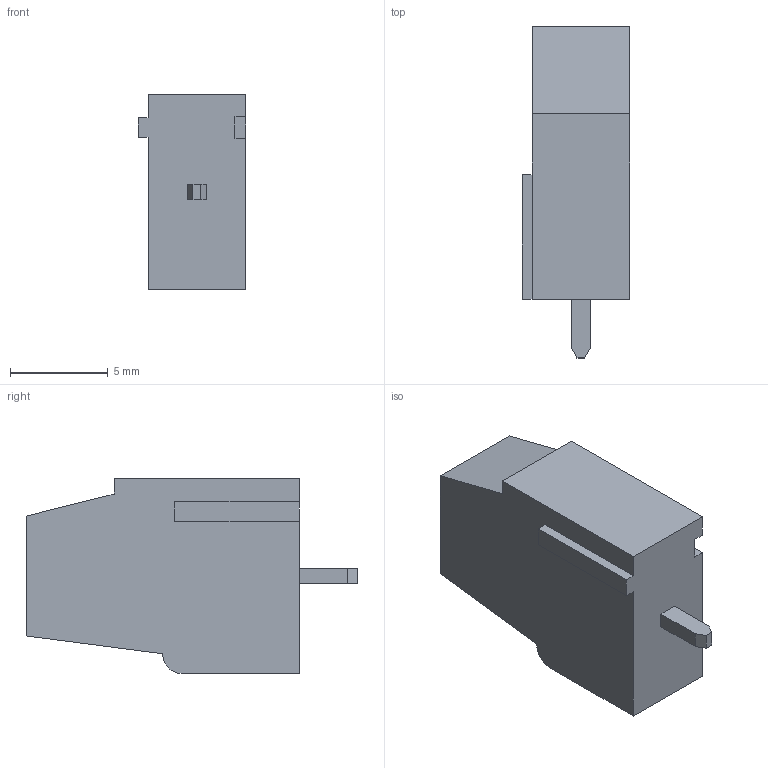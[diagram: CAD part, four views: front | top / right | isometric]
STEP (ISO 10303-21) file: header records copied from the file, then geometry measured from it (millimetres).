
FILE_DESCRIPTION (( 'STEP AP214' ), '1' );
FILE_NAME ('Screw Terminal Block 5x10x14mm_1.STEP', '2020-11-16T13:55:04', ( '' ), ( '' ), 'SwSTEP 2.0', 'SolidWorks 2017', '' );
FILE_SCHEMA (( 'AUTOMOTIVE_DESIGN' ));
Length unit declared in the file: millimetre
Products named in the file (1): Screw Terminal Block 5x10x14mm_1
Bounding box: 5.5 x 17 x 10 mm (x, y, z)
Volume: 467.1 mm3; surface area: 691.2 mm2
Topology: 1 solids, 2 shells, 58 faces, 143 edges, 92 vertices
Faces by surface type: plane 51, cylinder 5, torus 2
Entity records: 2328 total; most frequent: CARTESIAN_POINT 352, ORIENTED_EDGE 286, DIRECTION 263, EDGE_CURVE 143, VECTOR 113, LINE 113, VERTEX_POINT 92, AXIS2_PLACEMENT_3D 75
